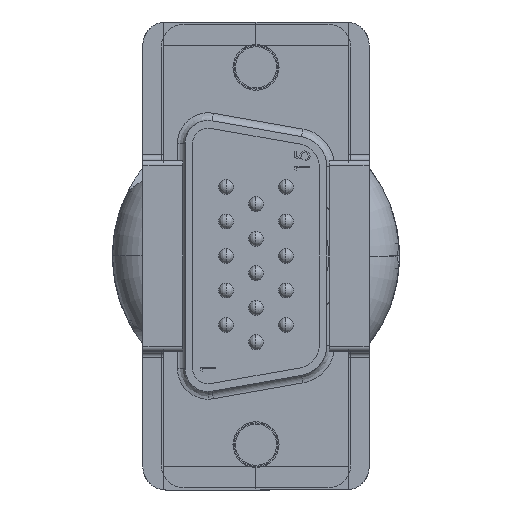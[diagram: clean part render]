
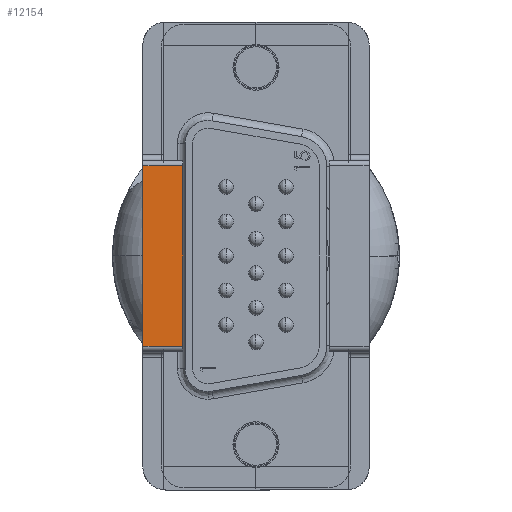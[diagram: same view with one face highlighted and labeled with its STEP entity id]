
A CAD part, left-side view. The second image highlights one B-rep face of the part: STEP entity #12154.
In plain terms, the highlighted planar face has unit normal (-1, 0, 0).
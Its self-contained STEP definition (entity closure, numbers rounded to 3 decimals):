
#877 = DIRECTION ( 'NONE',  ( 0., 1., 0. ) ) ;
#882 = CARTESIAN_POINT ( 'NONE',  ( -149.539, 7.493, 5.969 ) ) ;
#895 = DIRECTION ( 'NONE',  ( 0., 0., -1. ) ) ;
#898 = CARTESIAN_POINT ( 'NONE',  ( -149.539, 7.493, 6.35 ) ) ;
#902 = CARTESIAN_POINT ( 'NONE',  ( -149.539, 4.851, -5.969 ) ) ;
#903 = DIRECTION ( 'NONE',  ( 0., -1., 0. ) ) ;
#904 = CARTESIAN_POINT ( 'NONE',  ( -149.539, 4.851, 6.35 ) ) ;
#905 = DIRECTION ( 'NONE',  ( 0., 0., -1. ) ) ;
#8277 = ORIENTED_EDGE ( 'NONE', *, *, #14668, .T. ) ;
#8709 = AXIS2_PLACEMENT_3D ( 'NONE', #12973, #12975, #12977 ) ;
#9724 = ORIENTED_EDGE ( 'NONE', *, *, #14672, .T. ) ;
#9745 = ORIENTED_EDGE ( 'NONE', *, *, #14673, .F. ) ;
#9747 = ORIENTED_EDGE ( 'NONE', *, *, #14670, .T. ) ;
#12154 = ADVANCED_FACE ( 'NONE', ( #20111 ), #12899, .F. ) ;
#12899 = PLANE ( 'NONE',  #8709 ) ;
#12973 = CARTESIAN_POINT ( 'NONE',  ( -149.539, 7.493, 6.35 ) ) ;
#12975 = DIRECTION ( 'NONE',  ( 1., 0., 0. ) ) ;
#12977 = DIRECTION ( 'NONE',  ( 0., 1., 0. ) ) ;
#14668 = EDGE_CURVE ( 'NONE', #26944, #26792, #28524, .T. ) ;
#14670 = EDGE_CURVE ( 'NONE', #26792, #26672, #28525, .T. ) ;
#14672 = EDGE_CURVE ( 'NONE', #26672, #26669, #28528, .T. ) ;
#14673 = EDGE_CURVE ( 'NONE', #26944, #26669, #28530, .T. ) ;
#14850 = EDGE_LOOP ( 'NONE', ( #9747, #9724, #9745, #8277 ) ) ;
#18854 = CARTESIAN_POINT ( 'NONE',  ( -149.539, 4.851, -5.969 ) ) ;
#18857 = CARTESIAN_POINT ( 'NONE',  ( -149.539, 7.493, -5.969 ) ) ;
#18977 = CARTESIAN_POINT ( 'NONE',  ( -149.539, 7.493, 5.969 ) ) ;
#19129 = CARTESIAN_POINT ( 'NONE',  ( -149.539, 4.851, 5.969 ) ) ;
#20111 = FACE_OUTER_BOUND ( 'NONE', #14850, .T. ) ;
#26669 = VERTEX_POINT ( 'NONE', #18854 ) ;
#26672 = VERTEX_POINT ( 'NONE', #18857 ) ;
#26792 = VERTEX_POINT ( 'NONE', #18977 ) ;
#26944 = VERTEX_POINT ( 'NONE', #19129 ) ;
#28524 = LINE ( 'NONE', #882, #28526 ) ;
#28525 = LINE ( 'NONE', #898, #28529 ) ;
#28526 = VECTOR ( 'NONE', #877, 1000. ) ;
#28528 = LINE ( 'NONE', #902, #28531 ) ;
#28529 = VECTOR ( 'NONE', #895, 1000. ) ;
#28530 = LINE ( 'NONE', #904, #28533 ) ;
#28531 = VECTOR ( 'NONE', #903, 1000. ) ;
#28533 = VECTOR ( 'NONE', #905, 1000. ) ;
